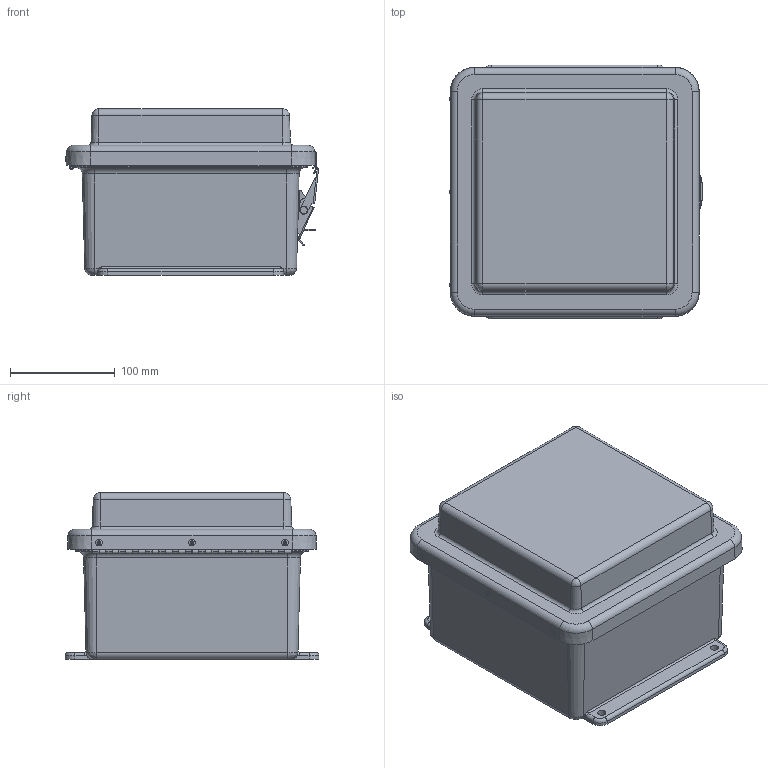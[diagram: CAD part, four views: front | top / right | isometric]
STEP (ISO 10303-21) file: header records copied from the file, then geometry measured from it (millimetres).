
FILE_DESCRIPTION(/* description */ (''),/* implementation_level */ '2;1');
FILE_NAME(/* name */ 'HW-RHJ80806CHQR.stp',/* time_stamp */ '2014-04-03T10:00:24-05:00',/* author */ ('jtigges'),/* organization */ (''),/* preprocessor_version */ 'ST-DEVELOPER v15.2',/* originating_system */ 'Autodesk Inventor 2014',/* authorisation */ '');
FILE_SCHEMA (('AUTOMOTIVE_DESIGN { 1 0 10303 214 3 1 1 }'));
Length unit declared in the file: inch
Products named in the file (24): J808HL_8; RMINS45821P_131; RMINS45821P_132; RMINS45821P_133; RMINS45821P_134; J808BHL; RMHINGCOV7; RMHINGPIN7; RMHINGBOX7; RMHING7; RJ808HLCVR; GASKET_808; WP808HLU; RMRIV43; RMRIV44; RMKEEPSSL; Anchor Plate; Locking Layer; Hook blade; Hinge Pin_Lower; Hinge Pin_Upper; RMLATPLSSL; RJ808HPL_STP
Bounding box: 242.03 x 242.86 x 159.06 mm (x, y, z)
Volume: 923066.8 mm3; surface area: 529557.2 mm2
Topology: 25 solids, 25 shells, 823 faces, 2019 edges, 1277 vertices
Faces by surface type: cylinder 327, plane 300, torus 76, bspline 64, cone 48, sphere 8
Full cylindrical faces by diameter (mm): 2.159 x31, 2.64 x4, 3.048 x1, 3.175 x9, 3.302 x2, 3.327 x6, 3.429 x9, 3.556 x12, 3.861 x8, 3.962 x7, 4.306 x2, 5.537 x4, 6.35 x5, 6.858 x4, 7.62 x2, 9.525 x1
Entity records: 26418 total; most frequent: CARTESIAN_POINT 7219, DIRECTION 4147, ORIENTED_EDGE 3624, EDGE_CURVE 1812, AXIS2_PLACEMENT_3D 1626, VERTEX_POINT 1197, EDGE_LOOP 1047, LINE 895
